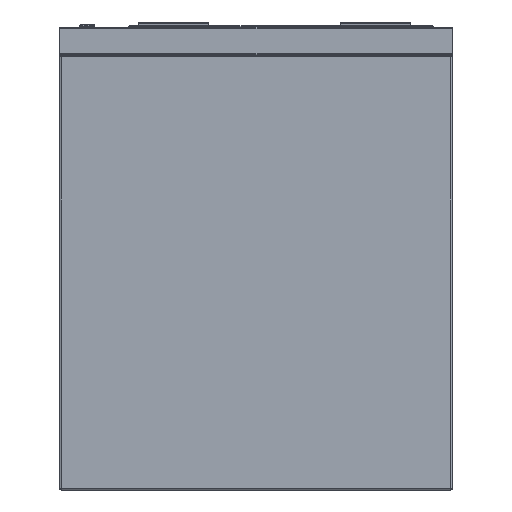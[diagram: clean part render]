
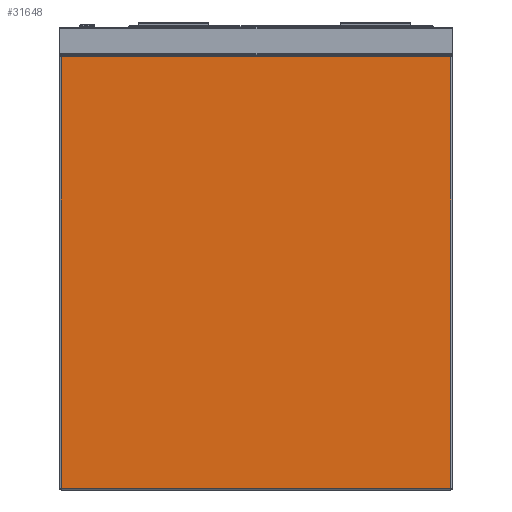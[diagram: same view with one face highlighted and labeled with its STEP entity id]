
A CAD part, left-side view. The second image highlights one B-rep face of the part: STEP entity #31648.
In plain terms, the highlighted planar face has unit normal (-1, 0, 0).
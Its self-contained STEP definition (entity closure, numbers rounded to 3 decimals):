
#1651 = DIRECTION ( 'NONE',  ( 0., 0., -1. ) ) ;
#6163 = VERTEX_POINT ( 'NONE', #31796 ) ;
#6198 = EDGE_CURVE ( 'NONE', #6163, #24971, #26644, .T. ) ;
#7492 = VECTOR ( 'NONE', #17232, 1000. ) ;
#7728 = LINE ( 'NONE', #10315, #19111 ) ;
#7902 = ORIENTED_EDGE ( 'NONE', *, *, #6198, .T. ) ;
#8341 = VECTOR ( 'NONE', #14876, 1000. ) ;
#8372 = CARTESIAN_POINT ( 'NONE',  ( -440., -278., -660. ) ) ;
#8791 = EDGE_CURVE ( 'NONE', #24971, #12870, #7728, .T. ) ;
#9481 = ORIENTED_EDGE ( 'NONE', *, *, #8791, .T. ) ;
#10315 = CARTESIAN_POINT ( 'NONE',  ( -440., 278., -660. ) ) ;
#10443 = CARTESIAN_POINT ( 'NONE',  ( -440., 278., -42. ) ) ;
#11765 = EDGE_CURVE ( 'NONE', #12870, #24593, #28700, .T. ) ;
#12870 = VERTEX_POINT ( 'NONE', #26896 ) ;
#13624 = DIRECTION ( 'NONE',  ( 0., -1., 0. ) ) ;
#14876 = DIRECTION ( 'NONE',  ( 0., 1., 0. ) ) ;
#16389 = DIRECTION ( 'NONE',  ( -1., 0., 0. ) ) ;
#17232 = DIRECTION ( 'NONE',  ( 0., 0., 1. ) ) ;
#17316 = CARTESIAN_POINT ( 'NONE',  ( -440., -280., -658. ) ) ;
#17408 = LINE ( 'NONE', #8372, #7492 ) ;
#18190 = CARTESIAN_POINT ( 'NONE',  ( -440., 280., -42. ) ) ;
#18203 = ORIENTED_EDGE ( 'NONE', *, *, #11765, .T. ) ;
#19111 = VECTOR ( 'NONE', #1651, 1000. ) ;
#19327 = CARTESIAN_POINT ( 'NONE',  ( -440., -280., -660. ) ) ;
#19691 = FACE_OUTER_BOUND ( 'NONE', #26565, .T. ) ;
#24281 = CARTESIAN_POINT ( 'NONE',  ( -440., -278., -658. ) ) ;
#24593 = VERTEX_POINT ( 'NONE', #24281 ) ;
#24971 = VERTEX_POINT ( 'NONE', #10443 ) ;
#25646 = VECTOR ( 'NONE', #31825, 1000. ) ;
#26565 = EDGE_LOOP ( 'NONE', ( #36362, #7902, #9481, #18203 ) ) ;
#26644 = LINE ( 'NONE', #18190, #8341 ) ;
#26896 = CARTESIAN_POINT ( 'NONE',  ( -440., 278., -658. ) ) ;
#28372 = EDGE_CURVE ( 'NONE', #24593, #6163, #17408, .T. ) ;
#28700 = LINE ( 'NONE', #17316, #25646 ) ;
#31648 = ADVANCED_FACE ( 'Fl�che7', ( #19691 ), #32943, .T. ) ;
#31796 = CARTESIAN_POINT ( 'NONE',  ( -440., -278., -42. ) ) ;
#31825 = DIRECTION ( 'NONE',  ( 0., -1., 0. ) ) ;
#32943 = PLANE ( 'NONE',  #34754 ) ;
#34754 = AXIS2_PLACEMENT_3D ( 'NONE', #19327, #16389, #13624 ) ;
#36362 = ORIENTED_EDGE ( 'NONE', *, *, #28372, .T. ) ;
